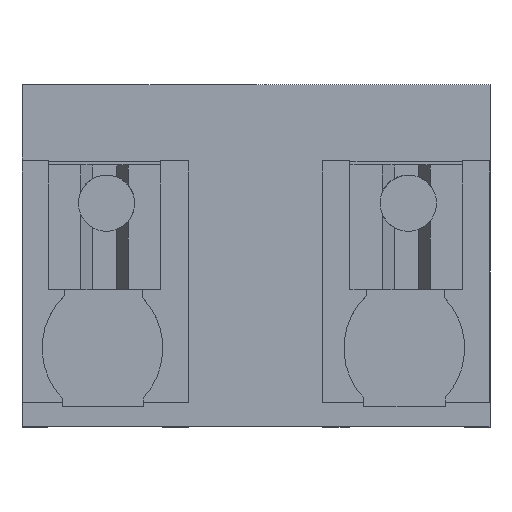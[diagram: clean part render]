
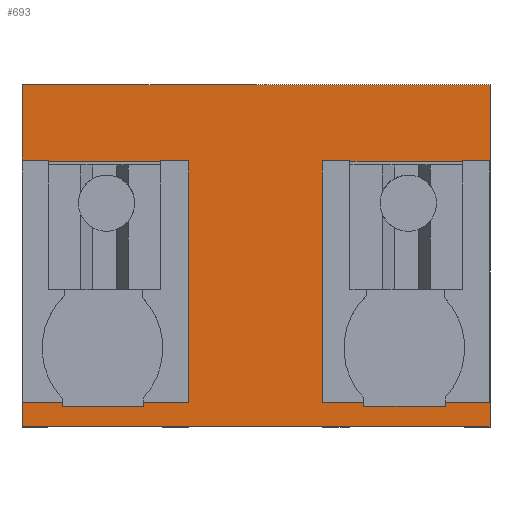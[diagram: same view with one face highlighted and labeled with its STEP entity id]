
A CAD part, top view. The second image highlights one B-rep face of the part: STEP entity #693.
In plain terms, the highlighted planar face has unit normal (0, 0, 1).
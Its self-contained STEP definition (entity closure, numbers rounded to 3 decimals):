
#522=AXIS2_PLACEMENT_3D('Plane Axis2P3D',#519,#520,#521) ;
#77=CARTESIAN_POINT('Vertex',(0.,0.,15.2)) ;
#80=CARTESIAN_POINT('Line Origine',(0.,0.3,15.2)) ;
#84=CARTESIAN_POINT('Vertex',(0.,0.6,15.2)) ;
#105=CARTESIAN_POINT('Vertex',(0.,6.6,15.2)) ;
#108=CARTESIAN_POINT('Line Origine',(0.,7.55,15.2)) ;
#112=CARTESIAN_POINT('Vertex',(0.,8.5,15.2)) ;
#403=CARTESIAN_POINT('Line Origine',(5.815,0.,15.2)) ;
#407=CARTESIAN_POINT('Vertex',(11.63,0.,15.2)) ;
#519=CARTESIAN_POINT('Axis2P3D Location',(-7.5,0.,15.2)) ;
#524=CARTESIAN_POINT('Line Origine',(5.815,8.5,15.2)) ;
#528=CARTESIAN_POINT('Vertex',(11.63,8.5,15.2)) ;
#531=CARTESIAN_POINT('Line Origine',(0.325,6.6,15.2)) ;
#535=CARTESIAN_POINT('Vertex',(0.65,6.6,15.2)) ;
#538=CARTESIAN_POINT('Line Origine',(2.05,6.6,15.2)) ;
#542=CARTESIAN_POINT('Vertex',(3.45,6.6,15.2)) ;
#545=CARTESIAN_POINT('Line Origine',(3.8,6.6,15.2)) ;
#549=CARTESIAN_POINT('Vertex',(4.15,6.6,15.2)) ;
#552=CARTESIAN_POINT('Line Origine',(4.15,3.6,15.2)) ;
#556=CARTESIAN_POINT('Vertex',(4.15,0.6,15.2)) ;
#559=CARTESIAN_POINT('Line Origine',(3.583,0.6,15.2)) ;
#563=CARTESIAN_POINT('Vertex',(3.015,0.6,15.2)) ;
#566=CARTESIAN_POINT('Line Origine',(3.015,0.55,15.2)) ;
#570=CARTESIAN_POINT('Vertex',(3.015,0.5,15.2)) ;
#573=CARTESIAN_POINT('Line Origine',(2.006,0.5,15.2)) ;
#577=CARTESIAN_POINT('Vertex',(0.997,0.5,15.2)) ;
#580=CARTESIAN_POINT('Line Origine',(0.997,0.55,15.2)) ;
#584=CARTESIAN_POINT('Vertex',(0.997,0.6,15.2)) ;
#587=CARTESIAN_POINT('Line Origine',(0.498,0.6,15.2)) ;
#592=CARTESIAN_POINT('Line Origine',(11.63,0.3,15.2)) ;
#596=CARTESIAN_POINT('Vertex',(11.63,0.6,15.2)) ;
#599=CARTESIAN_POINT('Line Origine',(11.073,0.6,15.2)) ;
#603=CARTESIAN_POINT('Vertex',(10.515,0.6,15.2)) ;
#606=CARTESIAN_POINT('Line Origine',(10.515,0.55,15.2)) ;
#610=CARTESIAN_POINT('Vertex',(10.515,0.5,15.2)) ;
#613=CARTESIAN_POINT('Line Origine',(9.506,0.5,15.2)) ;
#617=CARTESIAN_POINT('Vertex',(8.497,0.5,15.2)) ;
#620=CARTESIAN_POINT('Line Origine',(8.497,0.55,15.2)) ;
#624=CARTESIAN_POINT('Vertex',(8.497,0.6,15.2)) ;
#627=CARTESIAN_POINT('Line Origine',(7.981,0.6,15.2)) ;
#631=CARTESIAN_POINT('Vertex',(7.465,0.6,15.2)) ;
#634=CARTESIAN_POINT('Line Origine',(7.465,3.6,15.2)) ;
#638=CARTESIAN_POINT('Vertex',(7.465,6.6,15.2)) ;
#641=CARTESIAN_POINT('Line Origine',(7.808,6.6,15.2)) ;
#645=CARTESIAN_POINT('Vertex',(8.15,6.6,15.2)) ;
#648=CARTESIAN_POINT('Line Origine',(9.55,6.6,15.2)) ;
#652=CARTESIAN_POINT('Vertex',(10.95,6.6,15.2)) ;
#655=CARTESIAN_POINT('Line Origine',(11.29,6.6,15.2)) ;
#659=CARTESIAN_POINT('Vertex',(11.63,6.6,15.2)) ;
#662=CARTESIAN_POINT('Line Origine',(11.63,7.55,15.2)) ;
#81=DIRECTION('Vector Direction',(0.,1.,0.)) ;
#109=DIRECTION('Vector Direction',(0.,1.,0.)) ;
#404=DIRECTION('Vector Direction',(1.,0.,0.)) ;
#520=DIRECTION('Axis2P3D Direction',(0.,0.,-1.)) ;
#521=DIRECTION('Axis2P3D XDirection',(0.,1.,0.)) ;
#525=DIRECTION('Vector Direction',(1.,0.,0.)) ;
#532=DIRECTION('Vector Direction',(1.,0.,0.)) ;
#539=DIRECTION('Vector Direction',(1.,0.,0.)) ;
#546=DIRECTION('Vector Direction',(1.,0.,0.)) ;
#553=DIRECTION('Vector Direction',(0.,-1.,0.)) ;
#560=DIRECTION('Vector Direction',(1.,0.,0.)) ;
#567=DIRECTION('Vector Direction',(0.,1.,0.)) ;
#574=DIRECTION('Vector Direction',(1.,0.,0.)) ;
#581=DIRECTION('Vector Direction',(0.,1.,0.)) ;
#588=DIRECTION('Vector Direction',(1.,0.,0.)) ;
#593=DIRECTION('Vector Direction',(0.,1.,0.)) ;
#600=DIRECTION('Vector Direction',(1.,0.,0.)) ;
#607=DIRECTION('Vector Direction',(0.,1.,0.)) ;
#614=DIRECTION('Vector Direction',(1.,0.,0.)) ;
#621=DIRECTION('Vector Direction',(0.,1.,0.)) ;
#628=DIRECTION('Vector Direction',(1.,0.,0.)) ;
#635=DIRECTION('Vector Direction',(0.,-1.,0.)) ;
#642=DIRECTION('Vector Direction',(1.,0.,0.)) ;
#649=DIRECTION('Vector Direction',(1.,0.,0.)) ;
#656=DIRECTION('Vector Direction',(1.,0.,0.)) ;
#663=DIRECTION('Vector Direction',(0.,1.,0.)) ;
#82=VECTOR('Line Direction',#81,1.) ;
#110=VECTOR('Line Direction',#109,1.) ;
#405=VECTOR('Line Direction',#404,1.) ;
#526=VECTOR('Line Direction',#525,1.) ;
#533=VECTOR('Line Direction',#532,1.) ;
#540=VECTOR('Line Direction',#539,1.) ;
#547=VECTOR('Line Direction',#546,1.) ;
#554=VECTOR('Line Direction',#553,1.) ;
#561=VECTOR('Line Direction',#560,1.) ;
#568=VECTOR('Line Direction',#567,1.) ;
#575=VECTOR('Line Direction',#574,1.) ;
#582=VECTOR('Line Direction',#581,1.) ;
#589=VECTOR('Line Direction',#588,1.) ;
#594=VECTOR('Line Direction',#593,1.) ;
#601=VECTOR('Line Direction',#600,1.) ;
#608=VECTOR('Line Direction',#607,1.) ;
#615=VECTOR('Line Direction',#614,1.) ;
#622=VECTOR('Line Direction',#621,1.) ;
#629=VECTOR('Line Direction',#628,1.) ;
#636=VECTOR('Line Direction',#635,1.) ;
#643=VECTOR('Line Direction',#642,1.) ;
#650=VECTOR('Line Direction',#649,1.) ;
#657=VECTOR('Line Direction',#656,1.) ;
#664=VECTOR('Line Direction',#663,1.) ;
#668=ORIENTED_EDGE('',*,*,#530,.F.) ;
#669=ORIENTED_EDGE('',*,*,#114,.F.) ;
#670=ORIENTED_EDGE('',*,*,#537,.T.) ;
#671=ORIENTED_EDGE('',*,*,#544,.T.) ;
#672=ORIENTED_EDGE('',*,*,#551,.T.) ;
#673=ORIENTED_EDGE('',*,*,#558,.T.) ;
#674=ORIENTED_EDGE('',*,*,#565,.F.) ;
#675=ORIENTED_EDGE('',*,*,#572,.F.) ;
#676=ORIENTED_EDGE('',*,*,#579,.F.) ;
#677=ORIENTED_EDGE('',*,*,#586,.T.) ;
#678=ORIENTED_EDGE('',*,*,#591,.F.) ;
#679=ORIENTED_EDGE('',*,*,#86,.F.) ;
#680=ORIENTED_EDGE('',*,*,#409,.T.) ;
#681=ORIENTED_EDGE('',*,*,#598,.T.) ;
#682=ORIENTED_EDGE('',*,*,#605,.F.) ;
#683=ORIENTED_EDGE('',*,*,#612,.F.) ;
#684=ORIENTED_EDGE('',*,*,#619,.F.) ;
#685=ORIENTED_EDGE('',*,*,#626,.T.) ;
#686=ORIENTED_EDGE('',*,*,#633,.F.) ;
#687=ORIENTED_EDGE('',*,*,#640,.T.) ;
#688=ORIENTED_EDGE('',*,*,#647,.T.) ;
#689=ORIENTED_EDGE('',*,*,#654,.T.) ;
#690=ORIENTED_EDGE('',*,*,#661,.T.) ;
#691=ORIENTED_EDGE('',*,*,#666,.T.) ;
#693=ADVANCED_FACE('HOUSING',(#692),#523,.F.) ;
#86=EDGE_CURVE('',#78,#85,#83,.T.) ;
#114=EDGE_CURVE('',#106,#113,#111,.T.) ;
#409=EDGE_CURVE('',#78,#408,#406,.T.) ;
#530=EDGE_CURVE('',#113,#529,#527,.T.) ;
#537=EDGE_CURVE('',#106,#536,#534,.T.) ;
#544=EDGE_CURVE('',#536,#543,#541,.T.) ;
#551=EDGE_CURVE('',#543,#550,#548,.T.) ;
#558=EDGE_CURVE('',#550,#557,#555,.T.) ;
#565=EDGE_CURVE('',#564,#557,#562,.T.) ;
#572=EDGE_CURVE('',#571,#564,#569,.T.) ;
#579=EDGE_CURVE('',#578,#571,#576,.T.) ;
#586=EDGE_CURVE('',#578,#585,#583,.T.) ;
#591=EDGE_CURVE('',#85,#585,#590,.T.) ;
#598=EDGE_CURVE('',#408,#597,#595,.T.) ;
#605=EDGE_CURVE('',#604,#597,#602,.T.) ;
#612=EDGE_CURVE('',#611,#604,#609,.T.) ;
#619=EDGE_CURVE('',#618,#611,#616,.T.) ;
#626=EDGE_CURVE('',#618,#625,#623,.T.) ;
#633=EDGE_CURVE('',#632,#625,#630,.T.) ;
#640=EDGE_CURVE('',#632,#639,#637,.F.) ;
#647=EDGE_CURVE('',#639,#646,#644,.T.) ;
#654=EDGE_CURVE('',#646,#653,#651,.T.) ;
#661=EDGE_CURVE('',#653,#660,#658,.T.) ;
#666=EDGE_CURVE('',#660,#529,#665,.T.) ;
#667=EDGE_LOOP('',(#668,#669,#670,#671,#672,#673,#674,#675,#676,#677,#678,#679,#680,#681,#682,#683,#684,#685,#686,#687,#688,#689,#690,#691)) ;
#692=FACE_OUTER_BOUND('',#667,.T.) ;
#83=LINE('Line',#80,#82) ;
#111=LINE('Line',#108,#110) ;
#406=LINE('Line',#403,#405) ;
#527=LINE('Line',#524,#526) ;
#534=LINE('Line',#531,#533) ;
#541=LINE('Line',#538,#540) ;
#548=LINE('Line',#545,#547) ;
#555=LINE('Line',#552,#554) ;
#562=LINE('Line',#559,#561) ;
#569=LINE('Line',#566,#568) ;
#576=LINE('Line',#573,#575) ;
#583=LINE('Line',#580,#582) ;
#590=LINE('Line',#587,#589) ;
#595=LINE('Line',#592,#594) ;
#602=LINE('Line',#599,#601) ;
#609=LINE('Line',#606,#608) ;
#616=LINE('Line',#613,#615) ;
#623=LINE('Line',#620,#622) ;
#630=LINE('Line',#627,#629) ;
#637=LINE('Line',#634,#636) ;
#644=LINE('Line',#641,#643) ;
#651=LINE('Line',#648,#650) ;
#658=LINE('Line',#655,#657) ;
#665=LINE('Line',#662,#664) ;
#523=PLANE('',#522) ;
#78=VERTEX_POINT('',#77) ;
#85=VERTEX_POINT('',#84) ;
#106=VERTEX_POINT('',#105) ;
#113=VERTEX_POINT('',#112) ;
#408=VERTEX_POINT('',#407) ;
#529=VERTEX_POINT('',#528) ;
#536=VERTEX_POINT('',#535) ;
#543=VERTEX_POINT('',#542) ;
#550=VERTEX_POINT('',#549) ;
#557=VERTEX_POINT('',#556) ;
#564=VERTEX_POINT('',#563) ;
#571=VERTEX_POINT('',#570) ;
#578=VERTEX_POINT('',#577) ;
#585=VERTEX_POINT('',#584) ;
#597=VERTEX_POINT('',#596) ;
#604=VERTEX_POINT('',#603) ;
#611=VERTEX_POINT('',#610) ;
#618=VERTEX_POINT('',#617) ;
#625=VERTEX_POINT('',#624) ;
#632=VERTEX_POINT('',#631) ;
#639=VERTEX_POINT('',#638) ;
#646=VERTEX_POINT('',#645) ;
#653=VERTEX_POINT('',#652) ;
#660=VERTEX_POINT('',#659) ;
